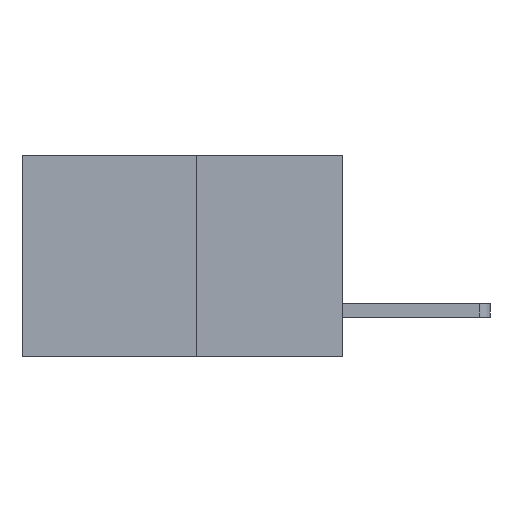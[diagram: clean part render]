
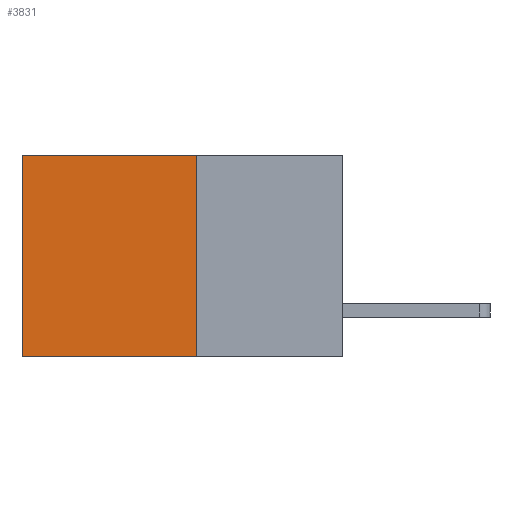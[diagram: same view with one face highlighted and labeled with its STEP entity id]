
A CAD part, left-side view. The second image highlights one B-rep face of the part: STEP entity #3831.
In plain terms, the highlighted planar face has unit normal (-1, 0, 0).
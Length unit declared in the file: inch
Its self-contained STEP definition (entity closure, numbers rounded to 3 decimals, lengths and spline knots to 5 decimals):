
#290 = ORIENTED_EDGE ( 'NONE', *, *, #755, .F. ) ;
#344 = CARTESIAN_POINT ( 'NONE',  ( 0.277, 0.59, -0.37 ) ) ;
#355 = CARTESIAN_POINT ( 'NONE',  ( 0.277, 0.27, -0.37 ) ) ;
#430 = CARTESIAN_POINT ( 'NONE',  ( 0.277, 0.59, 0. ) ) ;
#631 = CARTESIAN_POINT ( 'NONE',  ( 0.277, 0.27, -0.37 ) ) ;
#685 = VERTEX_POINT ( 'NONE', #5995 ) ;
#755 = EDGE_CURVE ( 'NONE', #4971, #1428, #6454, .T. ) ;
#1428 = VERTEX_POINT ( 'NONE', #6384 ) ;
#2081 = VECTOR ( 'NONE', #3077, 39.37008 ) ;
#2086 = EDGE_CURVE ( 'NONE', #4763, #1428, #3883, .T. ) ;
#2188 = DIRECTION ( 'NONE',  ( 0., 1., 0. ) ) ;
#2302 = LINE ( 'NONE', #355, #7508 ) ;
#2406 = EDGE_CURVE ( 'NONE', #685, #4763, #6535, .T. ) ;
#2464 = FACE_OUTER_BOUND ( 'NONE', #7693, .T. ) ;
#2816 = CARTESIAN_POINT ( 'NONE',  ( 0.277, 0.27, -0.37 ) ) ;
#3077 = DIRECTION ( 'NONE',  ( 0., 0., -1. ) ) ;
#3167 = ORIENTED_EDGE ( 'NONE', *, *, #2086, .T. ) ;
#3495 = DIRECTION ( 'NONE',  ( 0., 0., -1. ) ) ;
#3760 = ORIENTED_EDGE ( 'NONE', *, *, #2406, .T. ) ;
#3831 = ADVANCED_FACE ( 'NONE', ( #2464 ), #4820, .F. ) ;
#3883 = LINE ( 'NONE', #344, #2081 ) ;
#4632 = VECTOR ( 'NONE', #7374, 39.37008 ) ;
#4763 = VERTEX_POINT ( 'NONE', #430 ) ;
#4820 = PLANE ( 'NONE',  #8065 ) ;
#4923 = VECTOR ( 'NONE', #2188, 39.37008 ) ;
#4971 = VERTEX_POINT ( 'NONE', #631 ) ;
#5251 = EDGE_CURVE ( 'NONE', #685, #4971, #2302, .T. ) ;
#5627 = ORIENTED_EDGE ( 'NONE', *, *, #5251, .F. ) ;
#5801 = DIRECTION ( 'NONE',  ( 0., 0., -1. ) ) ;
#5995 = CARTESIAN_POINT ( 'NONE',  ( 0.277, 0.27, 0. ) ) ;
#6250 = CARTESIAN_POINT ( 'NONE',  ( 0.277, 0.27, 0. ) ) ;
#6384 = CARTESIAN_POINT ( 'NONE',  ( 0.277, 0.59, -0.37 ) ) ;
#6454 = LINE ( 'NONE', #7401, #4632 ) ;
#6535 = LINE ( 'NONE', #6250, #4923 ) ;
#7374 = DIRECTION ( 'NONE',  ( 0., 1., 0. ) ) ;
#7401 = CARTESIAN_POINT ( 'NONE',  ( 0.277, 0.27, -0.37 ) ) ;
#7508 = VECTOR ( 'NONE', #5801, 39.37008 ) ;
#7563 = DIRECTION ( 'NONE',  ( 1., 0., 0. ) ) ;
#7693 = EDGE_LOOP ( 'NONE', ( #3167, #290, #5627, #3760 ) ) ;
#8065 = AXIS2_PLACEMENT_3D ( 'NONE', #2816, #7563, #3495 ) ;
